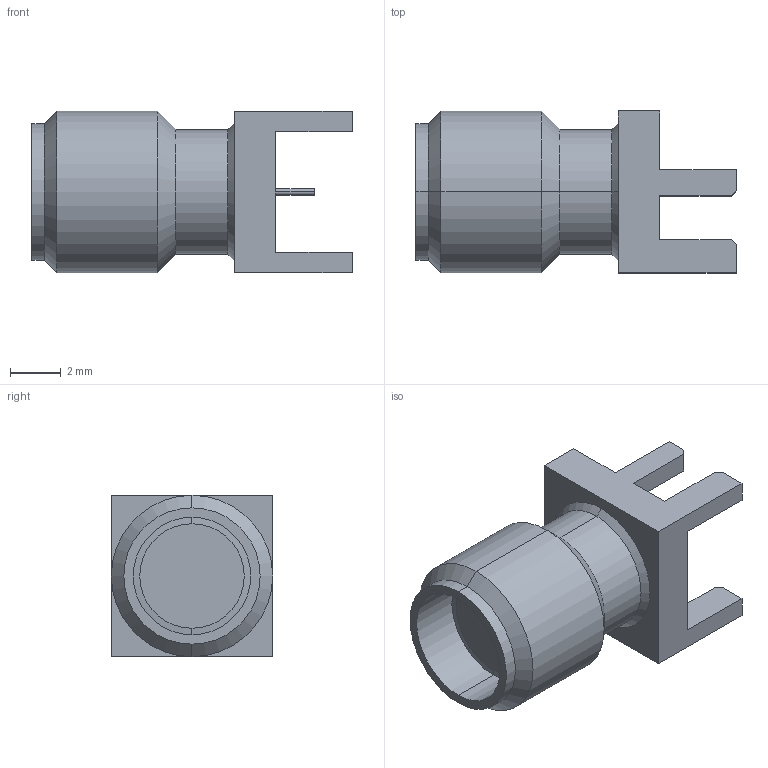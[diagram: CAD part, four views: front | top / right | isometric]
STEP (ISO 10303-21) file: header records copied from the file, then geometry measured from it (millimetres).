
FILE_DESCRIPTION (( 'STEP AP203' ), '1' );
FILE_NAME ('R124.423.243A.STEP', '2014-07-10T07:54:06', ( 'adminradiall' ), ( 'Microsoft' ), 'SwSTEP 2.0', 'SolidWorks 2014', '' );
FILE_SCHEMA (( 'CONFIG_CONTROL_DESIGN' ));
Length unit declared in the file: millimetre
Products named in the file (1): R124.423.243A
Bounding box: 12.58 x 6.35 x 6.35 mm (x, y, z)
Volume: 254.9 mm3; surface area: 356.7 mm2
Topology: 1 solids, 1 shells, 50 faces, 118 edges, 74 vertices
Faces by surface type: plane 28, cylinder 12, cone 10
Entity records: 1497 total; most frequent: DIRECTION 250, CARTESIAN_POINT 243, ORIENTED_EDGE 236, EDGE_CURVE 118, VECTOR 88, LINE 88, AXIS2_PLACEMENT_3D 81, VERTEX_POINT 74
